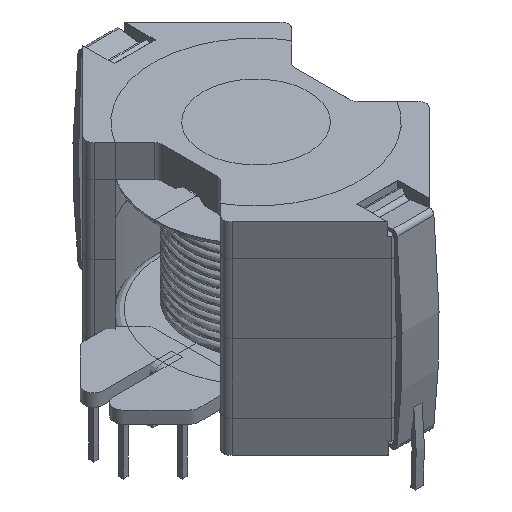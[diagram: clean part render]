
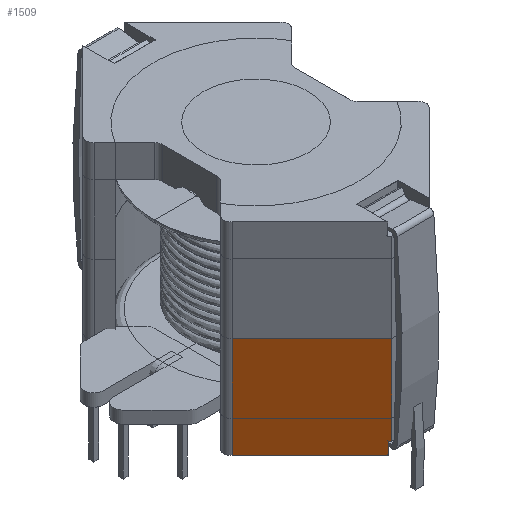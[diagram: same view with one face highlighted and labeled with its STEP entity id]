
A CAD part, isometric view. The second image highlights one B-rep face of the part: STEP entity #1509.
In plain terms, the highlighted free-form (B-spline) face has degree [1, 1] with [2, 2] control points.
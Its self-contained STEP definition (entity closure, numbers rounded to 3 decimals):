
#1509=ADVANCED_FACE($,(#1878),#6133,.T.);
#1878=FACE_OUTER_BOUND($,#2255,.T.);
#2255=EDGE_LOOP($,(#3493,#3494,#3495,#3496,#3497,#3498));
#3493=ORIENTED_EDGE($,*,*,#4866,.T.);
#3494=ORIENTED_EDGE($,*,*,#4867,.T.);
#3495=ORIENTED_EDGE($,*,*,#4872,.T.);
#3496=ORIENTED_EDGE($,*,*,#4849,.T.);
#3497=ORIENTED_EDGE($,*,*,#4855,.F.);
#3498=ORIENTED_EDGE($,*,*,#4871,.F.);
#4849=EDGE_CURVE($,#5751,#5750,#6838,.T.);
#4855=EDGE_CURVE($,#5745,#5750,#6843,.T.);
#4866=EDGE_CURVE($,#5759,#5762,#6854,.T.);
#4867=EDGE_CURVE($,#5762,#5763,#6855,.T.);
#4871=EDGE_CURVE($,#5759,#5745,#6859,.T.);
#4872=EDGE_CURVE($,#5763,#5751,#6860,.T.);
#5745=VERTEX_POINT($,#18606);
#5750=VERTEX_POINT($,#18611);
#5751=VERTEX_POINT($,#18612);
#5759=VERTEX_POINT($,#18620);
#5762=VERTEX_POINT($,#18623);
#5763=VERTEX_POINT($,#18624);
#6133=B_SPLINE_SURFACE_WITH_KNOTS($,1,1,((#18551,#18552),(#18553,#18554)),
.UNSPECIFIED.,.F.,.F.,.F.,(2,2),(2,2),(-61.25,-47.502),
(0.,12.3),.UNSPECIFIED.);
#6838=B_SPLINE_CURVE_WITH_KNOTS($,1,(#18460,#18461),.UNSPECIFIED.,.F.,.F.,
(2,2),(47.502,61.25),.UNSPECIFIED.);
#6843=B_SPLINE_CURVE_WITH_KNOTS($,1,(#18475,#18476),.UNSPECIFIED.,.F.,.F.,
(2,2),(0.,12.3),.UNSPECIFIED.);
#6854=B_SPLINE_CURVE_WITH_KNOTS($,3,(#18503,#18504,#18505,#18506),.UNSPECIFIED.,
.F.,.F.,(4,4),(-1.5,0.),.UNSPECIFIED.);
#6855=B_SPLINE_CURVE_WITH_KNOTS($,3,(#18507,#18508,#18509,#18510),.UNSPECIFIED.,
.F.,.F.,(4,4),(0.,0.283),.UNSPECIFIED.);
#6859=B_SPLINE_CURVE_WITH_KNOTS($,1,(#18521,#18522),.UNSPECIFIED.,.F.,.F.,
(2,2),(47.785,61.25),.UNSPECIFIED.);
#6860=B_SPLINE_CURVE_WITH_KNOTS($,1,(#18523,#18524),.UNSPECIFIED.,.F.,.F.,
(2,2),(1.5,12.3),.UNSPECIFIED.);
#18460=CARTESIAN_POINT($,(-2.272,-18.8,7.35));
#18461=CARTESIAN_POINT($,(-11.993,-9.079,7.35));
#18475=CARTESIAN_POINT($,(-11.993,-9.079,-4.95));
#18476=CARTESIAN_POINT($,(-11.993,-9.079,7.35));
#18503=CARTESIAN_POINT($,(-2.472,-18.6,-4.95));
#18504=CARTESIAN_POINT($,(-2.472,-18.6,-4.45));
#18505=CARTESIAN_POINT($,(-2.472,-18.6,-3.95));
#18506=CARTESIAN_POINT($,(-2.472,-18.6,-3.45));
#18507=CARTESIAN_POINT($,(-2.472,-18.6,-3.45));
#18508=CARTESIAN_POINT($,(-2.405,-18.667,-3.45));
#18509=CARTESIAN_POINT($,(-2.338,-18.733,-3.45));
#18510=CARTESIAN_POINT($,(-2.272,-18.8,-3.45));
#18521=CARTESIAN_POINT($,(-2.472,-18.6,-4.95));
#18522=CARTESIAN_POINT($,(-11.993,-9.079,-4.95));
#18523=CARTESIAN_POINT($,(-2.272,-18.8,-3.45));
#18524=CARTESIAN_POINT($,(-2.272,-18.8,7.35));
#18551=CARTESIAN_POINT($,(-11.993,-9.079,-4.95));
#18552=CARTESIAN_POINT($,(-11.993,-9.079,7.35));
#18553=CARTESIAN_POINT($,(-2.272,-18.8,-4.95));
#18554=CARTESIAN_POINT($,(-2.272,-18.8,7.35));
#18606=CARTESIAN_POINT($,(-11.993,-9.079,-4.95));
#18611=CARTESIAN_POINT($,(-11.993,-9.079,7.35));
#18612=CARTESIAN_POINT($,(-2.272,-18.8,7.35));
#18620=CARTESIAN_POINT($,(-2.472,-18.6,-4.95));
#18623=CARTESIAN_POINT($,(-2.472,-18.6,-3.45));
#18624=CARTESIAN_POINT($,(-2.272,-18.8,-3.45));
